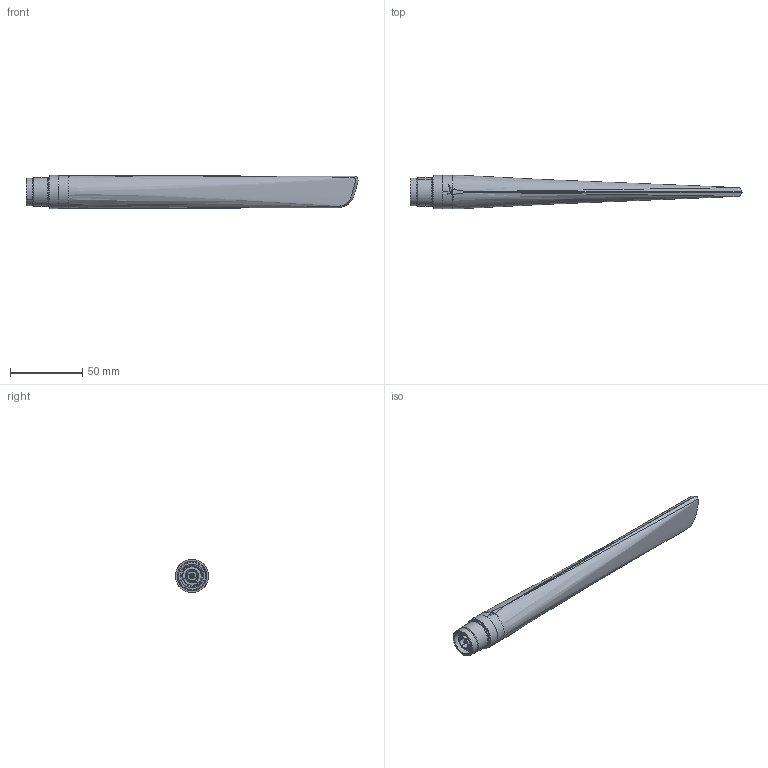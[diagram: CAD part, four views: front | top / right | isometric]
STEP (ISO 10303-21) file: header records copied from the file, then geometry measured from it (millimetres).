
FILE_DESCRIPTION (( 'STEP AP214' ), '1' );
FILE_NAME ('TD.95.6H31_web.STEP', '2020-10-05T06:58:47', ( '' ), ( '' ), 'SwSTEP 2.0', 'SolidWorks 2018', '' );
FILE_SCHEMA (( 'AUTOMOTIVE_DESIGN' ));
Length unit declared in the file: millimetre
Products named in the file (1): TD.95.6H31_web
Bounding box: 229.05 x 22.8 x 22.8 mm (x, y, z)
Surface area: 15553.5 mm2 (no closed solid volume)
Topology: 0 solids, 4 shells, 86 faces, 225 edges, 143 vertices
Faces by surface type: cylinder 34, plane 27, bspline 15, cone 10
Entity records: 10875 total; most frequent: CARTESIAN_POINT 9065, ORIENTED_EDGE 431, EDGE_CURVE 222, B_SPLINE_CURVE_WITH_KNOTS 209, VERTEX_POINT 145, DIRECTION 142, EDGE_LOOP 93, ADVANCED_FACE 85
